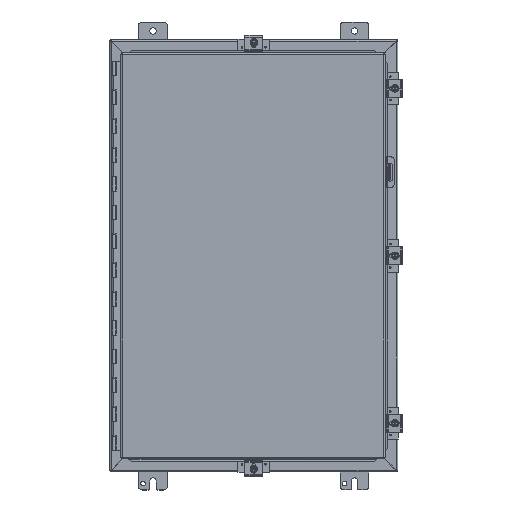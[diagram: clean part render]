
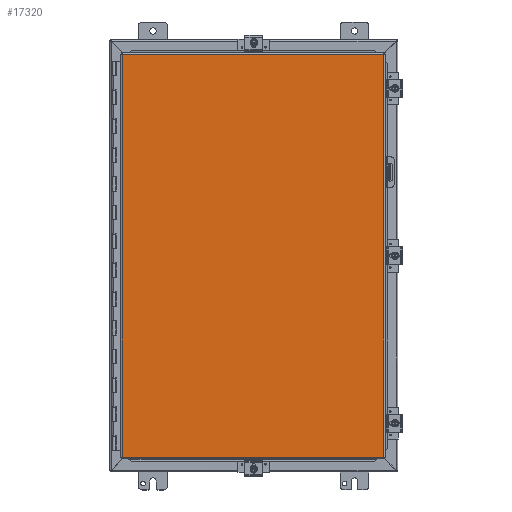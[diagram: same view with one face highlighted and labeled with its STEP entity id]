
A CAD part, top view. The second image highlights one B-rep face of the part: STEP entity #17320.
In plain terms, the highlighted face is planar.
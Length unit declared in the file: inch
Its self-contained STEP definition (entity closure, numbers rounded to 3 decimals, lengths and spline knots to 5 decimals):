
#5551 = CARTESIAN_POINT ( 'NONE',  ( -9.08225, 13.9885, 0. ) ) ;
#6023 = CARTESIAN_POINT ( 'NONE',  ( -9.08225, -13.9885, 0. ) ) ;
#7132 = CARTESIAN_POINT ( 'NONE',  ( -9.08225, -13.9885, 0. ) ) ;
#7230 = DIRECTION ( 'NONE',  ( 0., 1., 0. ) ) ;
#7877 = AXIS2_PLACEMENT_3D ( 'NONE', #19907, #19863, #19731 ) ;
#10282 = EDGE_CURVE ( 'NONE', #23980, #30548, #44765, .T. ) ;
#12216 = EDGE_LOOP ( 'NONE', ( #39006, #13487, #15544, #38064 ) ) ;
#13487 = ORIENTED_EDGE ( 'NONE', *, *, #27038, .T. ) ;
#14086 = EDGE_CURVE ( 'NONE', #44001, #37561, #21677, .T. ) ;
#15544 = ORIENTED_EDGE ( 'NONE', *, *, #10282, .T. ) ;
#17320 = ADVANCED_FACE ( 'NONE', ( #50553 ), #20693, .F. ) ;
#17815 = DIRECTION ( 'NONE',  ( -1., 0., 0. ) ) ;
#19731 = DIRECTION ( 'NONE',  ( 1., 0., 0. ) ) ;
#19829 = VECTOR ( 'NONE', #46035, 39.37008 ) ;
#19863 = DIRECTION ( 'NONE',  ( 0., 0., 1. ) ) ;
#19907 = CARTESIAN_POINT ( 'NONE',  ( 0., 0., 0. ) ) ;
#20693 = PLANE ( 'NONE',  #7877 ) ;
#21123 = LINE ( 'NONE', #5551, #19829 ) ;
#21677 = LINE ( 'NONE', #7132, #43347 ) ;
#21783 = CARTESIAN_POINT ( 'NONE',  ( 9.08225, 13.9885, 0. ) ) ;
#23086 = VECTOR ( 'NONE', #38207, 39.37008 ) ;
#23980 = VERTEX_POINT ( 'NONE', #21783 ) ;
#27038 = EDGE_CURVE ( 'NONE', #37561, #23980, #21123, .T. ) ;
#30548 = VERTEX_POINT ( 'NONE', #47920 ) ;
#36328 = EDGE_CURVE ( 'NONE', #30548, #44001, #40524, .T. ) ;
#37561 = VERTEX_POINT ( 'NONE', #41747 ) ;
#38064 = ORIENTED_EDGE ( 'NONE', *, *, #36328, .T. ) ;
#38207 = DIRECTION ( 'NONE',  ( 0., -1., 0. ) ) ;
#38259 = CARTESIAN_POINT ( 'NONE',  ( 9.08225, 13.9885, 0. ) ) ;
#39006 = ORIENTED_EDGE ( 'NONE', *, *, #14086, .T. ) ;
#40524 = LINE ( 'NONE', #50423, #50115 ) ;
#41747 = CARTESIAN_POINT ( 'NONE',  ( -9.08225, 13.9885, 0. ) ) ;
#43347 = VECTOR ( 'NONE', #7230, 39.37008 ) ;
#44001 = VERTEX_POINT ( 'NONE', #6023 ) ;
#44765 = LINE ( 'NONE', #38259, #23086 ) ;
#46035 = DIRECTION ( 'NONE',  ( 1., 0., 0. ) ) ;
#47920 = CARTESIAN_POINT ( 'NONE',  ( 9.08225, -13.9885, 0. ) ) ;
#50115 = VECTOR ( 'NONE', #17815, 39.37008 ) ;
#50423 = CARTESIAN_POINT ( 'NONE',  ( 9.08225, -13.9885, 0. ) ) ;
#50553 = FACE_OUTER_BOUND ( 'NONE', #12216, .T. ) ;
